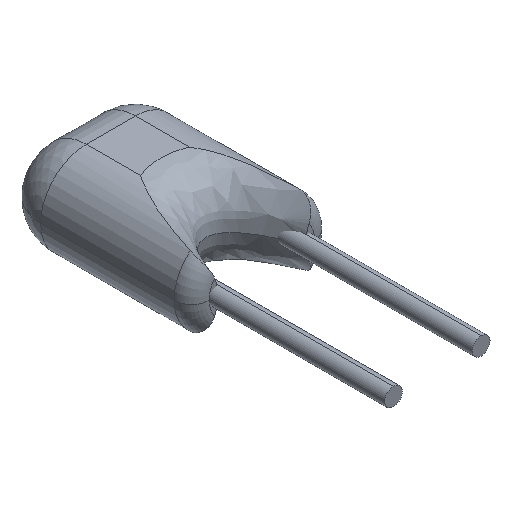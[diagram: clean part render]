
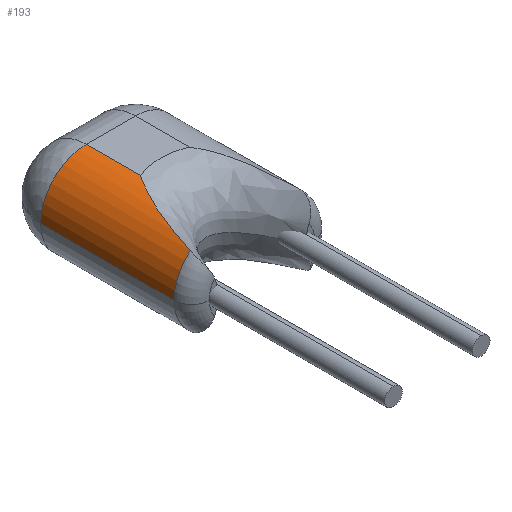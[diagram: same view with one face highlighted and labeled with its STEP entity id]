
A CAD part, isometric view. The second image highlights one B-rep face of the part: STEP entity #193.
In plain terms, the highlighted cylindrical face has radius 1.3 mm (diameter 2.6 mm), a partial arc.
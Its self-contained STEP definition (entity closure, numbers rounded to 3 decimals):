
#10 = VERTEX_POINT ( 'NONE', #1218 ) ;
#20 = ORIENTED_EDGE ( 'NONE', *, *, #1124, .F. ) ;
#36 = CARTESIAN_POINT ( 'NONE',  ( -0.7, 1.5, 1.3 ) ) ;
#61 = ORIENTED_EDGE ( 'NONE', *, *, #91, .T. ) ;
#91 = EDGE_CURVE ( 'NONE', #1241, #717, #1013, .T. ) ;
#111 = CARTESIAN_POINT ( 'NONE',  ( -0.912, -0.39, 1.284 ) ) ;
#126 = ORIENTED_EDGE ( 'NONE', *, *, #1344, .F. ) ;
#193 = ADVANCED_FACE ( 'NONE', ( #641 ), #1469, .T. ) ;
#212 = CARTESIAN_POINT ( 'NONE',  ( -0.959, -0.479, 1.275 ) ) ;
#218 = CARTESIAN_POINT ( 'NONE',  ( -0.7, -2.8, 1.3 ) ) ;
#221 = AXIS2_PLACEMENT_3D ( 'NONE', #1134, #454, #1051 ) ;
#321 = DIRECTION ( 'NONE',  ( 0., 1., 0. ) ) ;
#324 = CARTESIAN_POINT ( 'NONE',  ( -1.364, -1.515, 1.127 ) ) ;
#333 = CARTESIAN_POINT ( 'NONE',  ( -1.541, -2.3, 0.992 ) ) ;
#416 = EDGE_CURVE ( 'NONE', #839, #1335, #1019, .T. ) ;
#439 = ORIENTED_EDGE ( 'NONE', *, *, #416, .F. ) ;
#448 = CARTESIAN_POINT ( 'NONE',  ( -0.7, -0.041, 1.3 ) ) ;
#454 = DIRECTION ( 'NONE',  ( 0., 1., 0. ) ) ;
#588 = CARTESIAN_POINT ( 'NONE',  ( -2., 2.8, 0. ) ) ;
#641 = FACE_OUTER_BOUND ( 'NONE', #1155, .T. ) ;
#648 = AXIS2_PLACEMENT_3D ( 'NONE', #1142, #1385, #1378 ) ;
#650 = DIRECTION ( 'NONE',  ( 0., -1., 0. ) ) ;
#676 = ORIENTED_EDGE ( 'NONE', *, *, #1365, .T. ) ;
#682 = CARTESIAN_POINT ( 'NONE',  ( -1.167, -0.939, 1.215 ) ) ;
#717 = VERTEX_POINT ( 'NONE', #1066 ) ;
#820 = DIRECTION ( 'NONE',  ( 0., 1., 0. ) ) ;
#839 = VERTEX_POINT ( 'NONE', #36 ) ;
#877 = VECTOR ( 'NONE', #820, 1000. ) ;
#919 = CARTESIAN_POINT ( 'NONE',  ( -0.7, -2.3, 0. ) ) ;
#929 = CARTESIAN_POINT ( 'NONE',  ( -1.459, -1.906, 1.061 ) ) ;
#1012 = B_SPLINE_CURVE_WITH_KNOTS ( 'NONE', 3,
 ( #448, #1023, #1266, #111, #212, #1510, #682, #324, #929, #333 ),
 .UNSPECIFIED., .F., .F.,
 ( 4, 2, 2, 2, 4 ),
 ( 0., 0., 0.001, 0.001, 0.002 ),
 .UNSPECIFIED. ) ;
#1013 = CIRCLE ( 'NONE', #1175, 1.3 ) ;
#1019 = LINE ( 'NONE', #218, #1324 ) ;
#1023 = CARTESIAN_POINT ( 'NONE',  ( -0.756, -0.125, 1.3 ) ) ;
#1051 = DIRECTION ( 'NONE',  ( 0., 0., 1. ) ) ;
#1066 = CARTESIAN_POINT ( 'NONE',  ( -1.541, -2.3, 0.992 ) ) ;
#1124 = EDGE_CURVE ( 'NONE', #1241, #10, #1160, .T. ) ;
#1134 = CARTESIAN_POINT ( 'NONE',  ( -0.7, 0., 0. ) ) ;
#1142 = CARTESIAN_POINT ( 'NONE',  ( -0.7, 1.5, 0. ) ) ;
#1155 = EDGE_LOOP ( 'NONE', ( #20, #61, #126, #439, #676 ) ) ;
#1160 = LINE ( 'NONE', #588, #877 ) ;
#1175 = AXIS2_PLACEMENT_3D ( 'NONE', #919, #321, #1490 ) ;
#1218 = CARTESIAN_POINT ( 'NONE',  ( -2., 1.5, 0. ) ) ;
#1241 = VERTEX_POINT ( 'NONE', #1412 ) ;
#1266 = CARTESIAN_POINT ( 'NONE',  ( -0.811, -0.213, 1.296 ) ) ;
#1324 = VECTOR ( 'NONE', #650, 1000. ) ;
#1335 = VERTEX_POINT ( 'NONE', #1403 ) ;
#1344 = EDGE_CURVE ( 'NONE', #1335, #717, #1012, .T. ) ;
#1365 = EDGE_CURVE ( 'NONE', #839, #10, #1376, .T. ) ;
#1376 = CIRCLE ( 'NONE', #648, 1.3 ) ;
#1378 = DIRECTION ( 'NONE',  ( 0., 0., 1. ) ) ;
#1385 = DIRECTION ( 'NONE',  ( 0., -1., 0. ) ) ;
#1403 = CARTESIAN_POINT ( 'NONE',  ( -0.7, -0.041, 1.3 ) ) ;
#1412 = CARTESIAN_POINT ( 'NONE',  ( -2., -2.3, 0. ) ) ;
#1469 = CYLINDRICAL_SURFACE ( 'NONE', #221, 1.3 ) ;
#1490 = DIRECTION ( 'NONE',  ( 0., 0., 1. ) ) ;
#1510 = CARTESIAN_POINT ( 'NONE',  ( -1.091, -0.752, 1.243 ) ) ;
